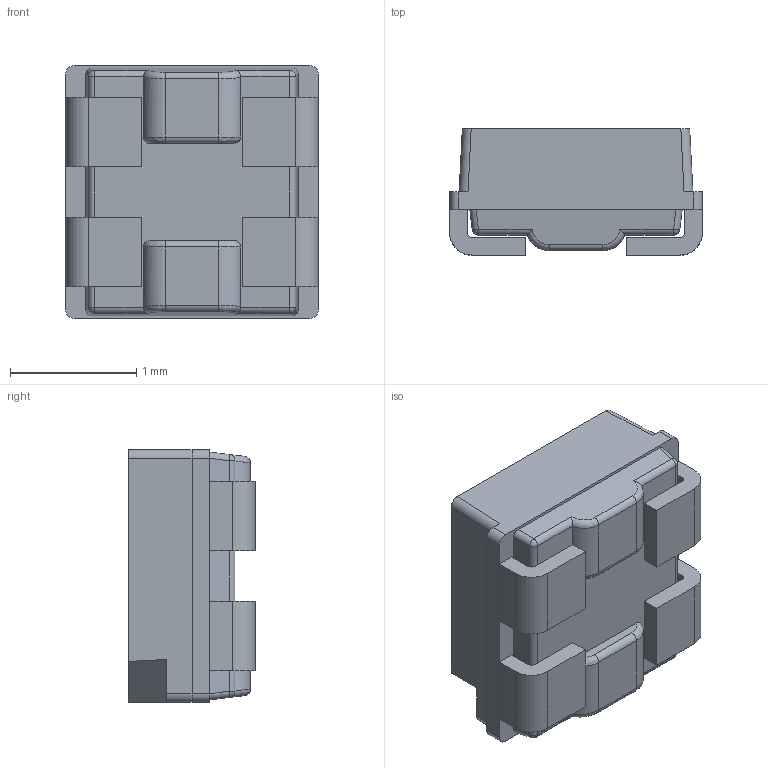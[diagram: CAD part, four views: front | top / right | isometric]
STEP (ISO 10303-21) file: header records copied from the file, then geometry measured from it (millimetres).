
FILE_DESCRIPTION (( 'STEP AP214' ), '1' );
FILE_NAME ('CLMVC-FKA-CL1D1L71BB7C3C3.STEP', '2024-05-21T21:44:45', ( '' ), ( '' ), 'SwSTEP 2.0', 'SolidWorks 2021', '' );
FILE_SCHEMA (( 'AUTOMOTIVE_DESIGN' ));
Length unit declared in the file: millimetre
Products named in the file (1): CLMVC-FKA-CL1D1L71BB7C3C3
Bounding box: 2 x 1 x 2 mm (x, y, z)
Volume: 2.5 mm3; surface area: 21.1 mm2
Topology: 5 solids, 5 shells, 108 faces, 268 edges, 172 vertices
Faces by surface type: plane 58, cylinder 34, bspline 12, cone 4
Entity records: 3438 total; most frequent: CARTESIAN_POINT 885, ORIENTED_EDGE 536, DIRECTION 482, EDGE_CURVE 268, VECTOR 176, LINE 176, VERTEX_POINT 172, AXIS2_PLACEMENT_3D 153
